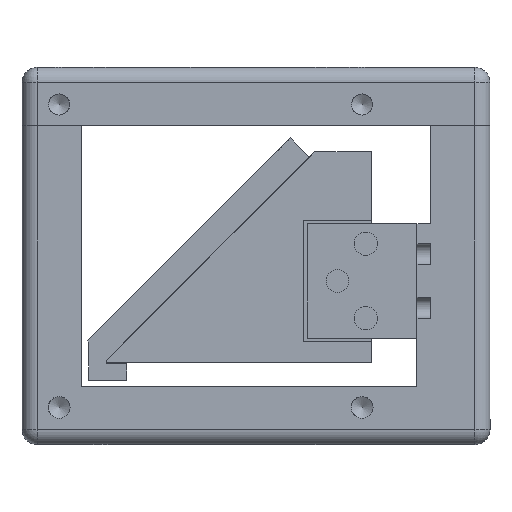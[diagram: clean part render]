
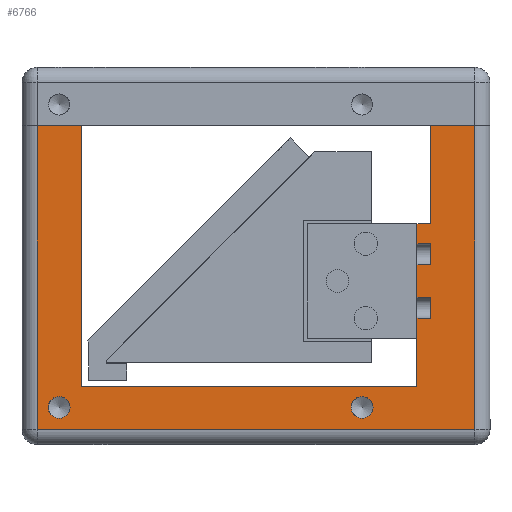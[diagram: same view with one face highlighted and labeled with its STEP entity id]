
A CAD part, front view. The second image highlights one B-rep face of the part: STEP entity #6766.
In plain terms, the highlighted planar face has unit normal (0, -1, 0).
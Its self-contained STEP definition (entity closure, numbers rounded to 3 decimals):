
#198=FACE_BOUND('',#1031,.T.);
#199=FACE_BOUND('',#1032,.T.);
#397=PLANE('',#7451);
#621=FACE_OUTER_BOUND('',#1030,.T.);
#1030=EDGE_LOOP('',(#5211,#5212,#5213,#5214,#5215,#5216,#5217,#5218,#5219,
#5220,#5221,#5222,#5223,#5224,#5225,#5226,#5227,#5228));
#1031=EDGE_LOOP('',(#5229));
#1032=EDGE_LOOP('',(#5230));
#1508=LINE('',#10740,#2051);
#1524=LINE('',#10816,#2067);
#1525=LINE('',#10819,#2068);
#1526=LINE('',#10825,#2069);
#1527=LINE('',#10828,#2070);
#1532=LINE('',#10849,#2075);
#1533=LINE('',#10850,#2076);
#1534=LINE('',#10851,#2077);
#1539=LINE('',#10858,#2082);
#1540=LINE('',#10860,#2083);
#1541=LINE('',#10863,#2084);
#1544=LINE('',#10869,#2087);
#1545=LINE('',#10871,#2088);
#1546=LINE('',#10873,#2089);
#1547=LINE('',#10875,#2090);
#1548=LINE('',#10877,#2091);
#1549=LINE('',#10879,#2092);
#1550=LINE('',#10880,#2093);
#2051=VECTOR('',#8590,10.);
#2067=VECTOR('',#8664,10.);
#2068=VECTOR('',#8667,10.);
#2069=VECTOR('',#8672,10.);
#2070=VECTOR('',#8675,10.);
#2075=VECTOR('',#8694,10.);
#2076=VECTOR('',#8695,10.);
#2077=VECTOR('',#8696,10.);
#2082=VECTOR('',#8703,10.);
#2083=VECTOR('',#8706,10.);
#2084=VECTOR('',#8709,10.);
#2087=VECTOR('',#8714,10.);
#2088=VECTOR('',#8715,10.);
#2089=VECTOR('',#8716,10.);
#2090=VECTOR('',#8717,10.);
#2091=VECTOR('',#8718,10.);
#2092=VECTOR('',#8719,10.);
#2093=VECTOR('',#8720,10.);
#2511=CIRCLE('',#7452,1.45);
#2512=CIRCLE('',#7453,1.45);
#3009=VERTEX_POINT('',#10710);
#3023=VERTEX_POINT('',#10738);
#3046=VERTEX_POINT('',#10812);
#3047=VERTEX_POINT('',#10813);
#3048=VERTEX_POINT('',#10815);
#3049=VERTEX_POINT('',#10817);
#3050=VERTEX_POINT('',#10821);
#3051=VERTEX_POINT('',#10822);
#3052=VERTEX_POINT('',#10824);
#3053=VERTEX_POINT('',#10826);
#3062=VERTEX_POINT('',#10848);
#3064=VERTEX_POINT('',#10862);
#3066=VERTEX_POINT('',#10868);
#3067=VERTEX_POINT('',#10870);
#3068=VERTEX_POINT('',#10872);
#3069=VERTEX_POINT('',#10874);
#3070=VERTEX_POINT('',#10876);
#3071=VERTEX_POINT('',#10878);
#3072=VERTEX_POINT('',#10881);
#3073=VERTEX_POINT('',#10883);
#3789=EDGE_CURVE('',#3023,#3009,#1508,.T.);
#3824=EDGE_CURVE('',#3048,#3046,#1524,.T.);
#3826=EDGE_CURVE('',#3049,#3047,#1525,.T.);
#3828=EDGE_CURVE('',#3052,#3050,#1526,.T.);
#3830=EDGE_CURVE('',#3053,#3051,#1527,.T.);
#3839=EDGE_CURVE('',#3049,#3062,#1532,.T.);
#3840=EDGE_CURVE('',#3053,#3048,#1533,.T.);
#3841=EDGE_CURVE('',#3023,#3052,#1534,.T.);
#3846=EDGE_CURVE('',#3051,#3050,#1539,.T.);
#3847=EDGE_CURVE('',#3047,#3046,#1540,.T.);
#3848=EDGE_CURVE('',#3009,#3064,#1541,.T.);
#3851=EDGE_CURVE('',#3066,#3062,#1544,.T.);
#3852=EDGE_CURVE('',#3066,#3067,#1545,.T.);
#3853=EDGE_CURVE('',#3068,#3067,#1546,.T.);
#3854=EDGE_CURVE('',#3069,#3068,#1547,.T.);
#3855=EDGE_CURVE('',#3070,#3069,#1548,.T.);
#3856=EDGE_CURVE('',#3071,#3070,#1549,.T.);
#3857=EDGE_CURVE('',#3064,#3071,#1550,.T.);
#3858=EDGE_CURVE('',#3072,#3072,#2511,.T.);
#3859=EDGE_CURVE('',#3073,#3073,#2512,.T.);
#5211=ORIENTED_EDGE('',*,*,#3846,.F.);
#5212=ORIENTED_EDGE('',*,*,#3830,.F.);
#5213=ORIENTED_EDGE('',*,*,#3840,.T.);
#5214=ORIENTED_EDGE('',*,*,#3824,.T.);
#5215=ORIENTED_EDGE('',*,*,#3847,.F.);
#5216=ORIENTED_EDGE('',*,*,#3826,.F.);
#5217=ORIENTED_EDGE('',*,*,#3839,.T.);
#5218=ORIENTED_EDGE('',*,*,#3851,.F.);
#5219=ORIENTED_EDGE('',*,*,#3852,.T.);
#5220=ORIENTED_EDGE('',*,*,#3853,.F.);
#5221=ORIENTED_EDGE('',*,*,#3854,.F.);
#5222=ORIENTED_EDGE('',*,*,#3855,.F.);
#5223=ORIENTED_EDGE('',*,*,#3856,.F.);
#5224=ORIENTED_EDGE('',*,*,#3857,.F.);
#5225=ORIENTED_EDGE('',*,*,#3848,.F.);
#5226=ORIENTED_EDGE('',*,*,#3789,.F.);
#5227=ORIENTED_EDGE('',*,*,#3841,.T.);
#5228=ORIENTED_EDGE('',*,*,#3828,.T.);
#5229=ORIENTED_EDGE('',*,*,#3858,.T.);
#5230=ORIENTED_EDGE('',*,*,#3859,.T.);
#6766=ADVANCED_FACE('',(#621,#198,#199),#397,.T.);
#7451=AXIS2_PLACEMENT_3D('',#10867,#8712,#8713);
#7452=AXIS2_PLACEMENT_3D('',#10882,#8721,#8722);
#7453=AXIS2_PLACEMENT_3D('',#10884,#8723,#8724);
#8590=DIRECTION('',(1.,0.,0.));
#8664=DIRECTION('',(1.,0.,0.));
#8667=DIRECTION('',(1.,0.,0.));
#8672=DIRECTION('',(1.,0.,0.));
#8675=DIRECTION('',(1.,0.,0.));
#8694=DIRECTION('',(0.,0.,-1.));
#8695=DIRECTION('',(0.,0.,-1.));
#8696=DIRECTION('',(0.,0.,-1.));
#8703=DIRECTION('',(0.,0.,1.));
#8706=DIRECTION('',(0.,0.,1.));
#8709=DIRECTION('',(0.,0.,1.));
#8712=DIRECTION('center_axis',(0.,-1.,0.));
#8713=DIRECTION('ref_axis',(1.,0.,0.));
#8714=DIRECTION('',(1.,0.,0.));
#8715=DIRECTION('',(0.,0.,1.));
#8716=DIRECTION('',(1.,0.,0.));
#8717=DIRECTION('',(0.,0.,1.));
#8718=DIRECTION('',(-1.,0.,0.));
#8719=DIRECTION('',(0.,0.,-1.));
#8720=DIRECTION('',(1.,0.,0.));
#8721=DIRECTION('center_axis',(0.,1.,0.));
#8722=DIRECTION('ref_axis',(1.,0.,0.));
#8723=DIRECTION('center_axis',(0.,1.,0.));
#8724=DIRECTION('ref_axis',(1.,0.,0.));
#10710=CARTESIAN_POINT('',(29.05,-24.9,29.157));
#10738=CARTESIAN_POINT('',(27.26,-24.9,29.157));
#10740=CARTESIAN_POINT('',(27.26,-24.9,29.157));
#10812=CARTESIAN_POINT('',(29.05,-24.9,19.445));
#10813=CARTESIAN_POINT('',(29.05,-24.9,16.669));
#10815=CARTESIAN_POINT('',(27.26,-24.9,19.445));
#10816=CARTESIAN_POINT('',(27.26,-24.9,19.445));
#10817=CARTESIAN_POINT('',(27.26,-24.9,16.669));
#10819=CARTESIAN_POINT('',(27.26,-24.9,16.669));
#10821=CARTESIAN_POINT('',(29.05,-24.9,26.545));
#10822=CARTESIAN_POINT('',(29.05,-24.9,23.769));
#10824=CARTESIAN_POINT('',(27.26,-24.9,26.545));
#10825=CARTESIAN_POINT('',(27.26,-24.9,26.545));
#10826=CARTESIAN_POINT('',(27.26,-24.9,23.769));
#10828=CARTESIAN_POINT('',(27.26,-24.9,23.769));
#10848=CARTESIAN_POINT('',(27.26,-24.9,7.7));
#10849=CARTESIAN_POINT('',(27.26,-24.9,42.1));
#10850=CARTESIAN_POINT('',(27.26,-24.9,42.1));
#10851=CARTESIAN_POINT('',(27.26,-24.9,42.1));
#10858=CARTESIAN_POINT('',(29.05,-24.9,7.7));
#10860=CARTESIAN_POINT('',(29.05,-24.9,7.7));
#10862=CARTESIAN_POINT('',(29.05,-24.9,42.1));
#10863=CARTESIAN_POINT('',(29.05,-24.9,7.7));
#10867=CARTESIAN_POINT('Origin',(-24.9,-24.9,0.));
#10868=CARTESIAN_POINT('',(-17.05,-24.9,7.7));
#10869=CARTESIAN_POINT('',(24.9,-24.9,7.7));
#10870=CARTESIAN_POINT('',(-17.05,-24.9,42.1));
#10871=CARTESIAN_POINT('',(-17.05,-24.9,7.7));
#10872=CARTESIAN_POINT('',(-22.9,-24.9,42.1));
#10873=CARTESIAN_POINT('',(-24.9,-24.9,42.1));
#10874=CARTESIAN_POINT('',(-22.9,-24.9,2.));
#10875=CARTESIAN_POINT('',(-22.9,-24.9,0.));
#10876=CARTESIAN_POINT('',(34.9,-24.9,2.));
#10877=CARTESIAN_POINT('',(-12.45,-24.9,2.));
#10878=CARTESIAN_POINT('',(34.9,-24.9,42.1));
#10879=CARTESIAN_POINT('',(34.9,-24.9,0.));
#10880=CARTESIAN_POINT('',(-24.9,-24.9,42.1));
#10881=CARTESIAN_POINT('',(18.55,-24.9,4.9));
#10882=CARTESIAN_POINT('Origin',(20.,-24.9,4.9));
#10883=CARTESIAN_POINT('',(-21.45,-24.9,4.9));
#10884=CARTESIAN_POINT('Origin',(-20.,-24.9,4.9));
